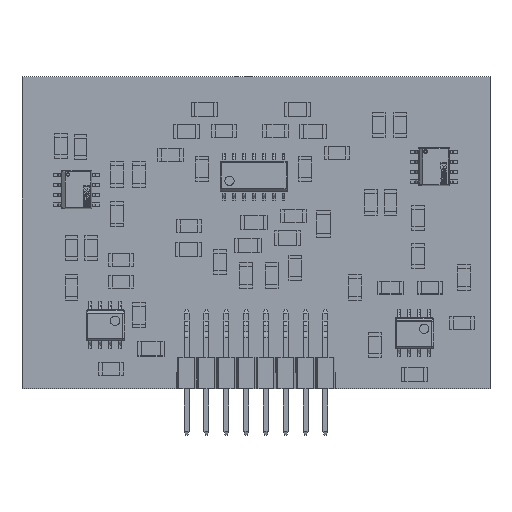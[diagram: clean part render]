
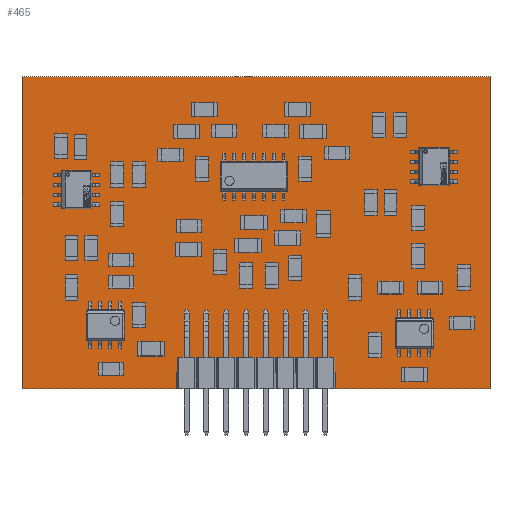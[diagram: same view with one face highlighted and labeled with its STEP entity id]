
A CAD part, top view. The second image highlights one B-rep face of the part: STEP entity #465.
In plain terms, the highlighted planar face has unit normal (0, 0, 1).
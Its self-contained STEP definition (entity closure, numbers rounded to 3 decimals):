
#264 = VERTEX_POINT('',#265);
#265 = CARTESIAN_POINT('',(0.,0.,0.411));
#271 = EDGE_CURVE('',#264,#272,#274,.T.);
#272 = VERTEX_POINT('',#273);
#273 = CARTESIAN_POINT('',(0.,40.,0.411));
#274 = LINE('',#275,#276);
#275 = CARTESIAN_POINT('',(0.,0.,0.411));
#276 = VECTOR('',#277,1.);
#277 = DIRECTION('',(0.,1.,0.));
#302 = EDGE_CURVE('',#272,#303,#305,.T.);
#303 = VERTEX_POINT('',#304);
#304 = CARTESIAN_POINT('',(60.,40.,0.411));
#305 = LINE('',#306,#307);
#306 = CARTESIAN_POINT('',(0.,40.,0.411));
#307 = VECTOR('',#308,1.);
#308 = DIRECTION('',(1.,0.,0.));
#333 = EDGE_CURVE('',#303,#334,#336,.T.);
#334 = VERTEX_POINT('',#335);
#335 = CARTESIAN_POINT('',(60.,0.,0.411));
#336 = LINE('',#337,#338);
#337 = CARTESIAN_POINT('',(60.,40.,0.411));
#338 = VECTOR('',#339,1.);
#339 = DIRECTION('',(0.,-1.,0.));
#364 = EDGE_CURVE('',#334,#264,#365,.T.);
#365 = LINE('',#366,#367);
#366 = CARTESIAN_POINT('',(60.,0.,0.411));
#367 = VECTOR('',#368,1.);
#368 = DIRECTION('',(-1.,0.,0.));
#388 = VERTEX_POINT('',#389);
#389 = CARTESIAN_POINT('',(23.28,1.27,0.411));
#395 = EDGE_CURVE('',#388,#388,#396,.T.);
#396 = CIRCLE('',#397,0.9);
#397 = AXIS2_PLACEMENT_3D('',#398,#399,#400);
#398 = CARTESIAN_POINT('',(22.38,1.27,0.411));
#399 = DIRECTION('',(0.,0.,1.));
#400 = DIRECTION('',(1.,0.,0.));
#421 = VERTEX_POINT('',#422);
#422 = CARTESIAN_POINT('',(38.52,1.27,0.411));
#428 = EDGE_CURVE('',#421,#421,#429,.T.);
#429 = CIRCLE('',#430,0.9);
#430 = AXIS2_PLACEMENT_3D('',#431,#432,#433);
#431 = CARTESIAN_POINT('',(37.62,1.27,0.411));
#432 = DIRECTION('',(0.,0.,1.));
#433 = DIRECTION('',(1.,0.,0.));
#465 = ADVANCED_FACE('',(#466,#472,#475),#478,.T.);
#466 = FACE_BOUND('',#467,.F.);
#467 = EDGE_LOOP('',(#468,#469,#470,#471));
#468 = ORIENTED_EDGE('',*,*,#271,.T.);
#469 = ORIENTED_EDGE('',*,*,#302,.T.);
#470 = ORIENTED_EDGE('',*,*,#333,.T.);
#471 = ORIENTED_EDGE('',*,*,#364,.T.);
#472 = FACE_BOUND('',#473,.T.);
#473 = EDGE_LOOP('',(#474));
#474 = ORIENTED_EDGE('',*,*,#395,.F.);
#475 = FACE_BOUND('',#476,.T.);
#476 = EDGE_LOOP('',(#477));
#477 = ORIENTED_EDGE('',*,*,#428,.F.);
#478 = PLANE('',#479);
#479 = AXIS2_PLACEMENT_3D('',#480,#481,#482);
#480 = CARTESIAN_POINT('',(0.,0.,0.411));
#481 = DIRECTION('',(0.,0.,1.));
#482 = DIRECTION('',(1.,0.,0.));
